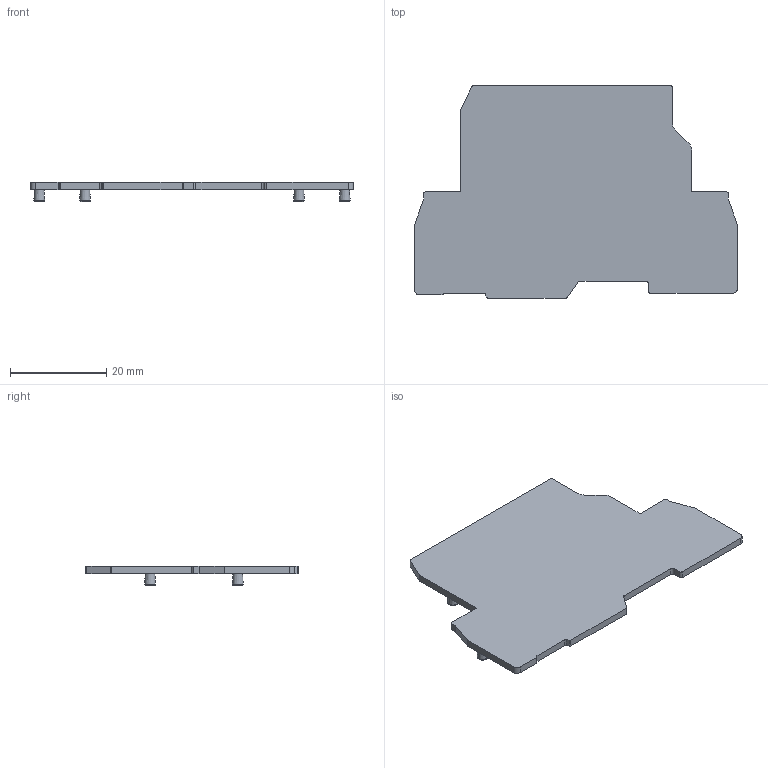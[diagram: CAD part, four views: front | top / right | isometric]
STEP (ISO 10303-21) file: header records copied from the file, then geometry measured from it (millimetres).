
FILE_DESCRIPTION(/* description */ (''),/* implementation_level */ '2;1');
FILE_NAME(/* name */ '534_stkd1ap.stp',/* time_stamp */ '2017-10-24T07:28:35+02:00',/* author */ (''),/* organization */ (''),/* preprocessor_version */ 'ST-DEVELOPER v16',/* originating_system */ 'SIEMENS PLM Software NX 10.0',/* authorisation */ '');
FILE_SCHEMA (('AP203_CONFIGURATION_CONTROLLED_3D_DESIGN_OF_MECHANICAL_PARTS_AND_ASSEMBLIES_MIM_LF { 1 0 10303 403 2 1 2}'));
Length unit declared in the file: millimetre
Products named in the file (1): Scho19AC2BBAbakw
Bounding box: 67 x 44 x 4 mm (x, y, z)
Volume: 3583.7 mm3; surface area: 5174.6 mm2
Topology: 1 solids, 1 shells, 75 faces, 188 edges, 124 vertices
Faces by surface type: plane 34, cylinder 25, cone 8, sphere 4, torus 4
Full cylindrical faces by diameter (mm): 1.48 x4
Entity records: 2238 total; most frequent: DIRECTION 388, CARTESIAN_POINT 365, ORIENTED_EDGE 336, EDGE_CURVE 168, AXIS2_PLACEMENT_3D 143, VERTEX_POINT 120, LINE 102, VECTOR 102
